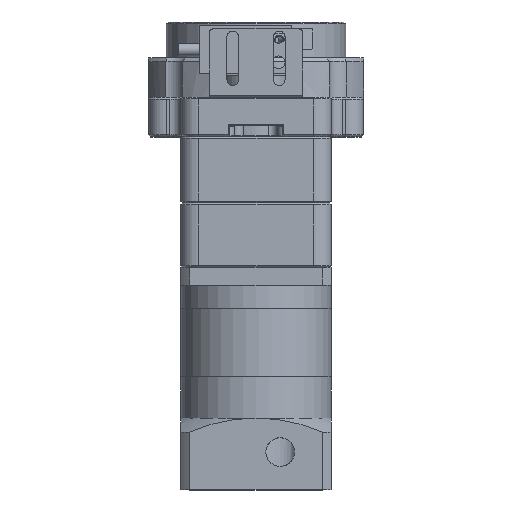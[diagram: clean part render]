
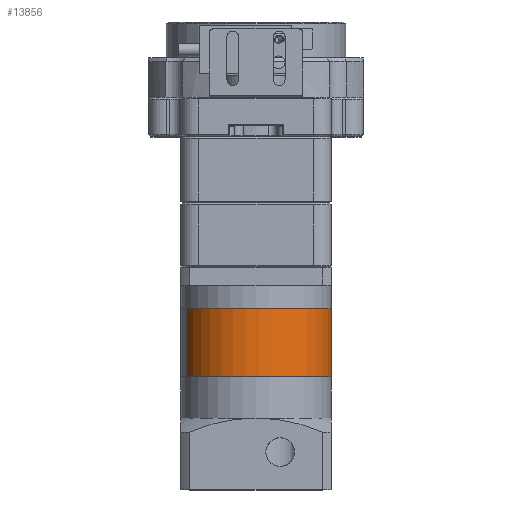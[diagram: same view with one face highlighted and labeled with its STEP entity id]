
A CAD part, top view. The second image highlights one B-rep face of the part: STEP entity #13856.
In plain terms, the highlighted cylindrical face has radius 21 mm (diameter 42 mm), a partial arc.
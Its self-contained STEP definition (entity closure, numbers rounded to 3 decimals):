
#622 = CARTESIAN_POINT ( 'NONE',  ( -19.398, -48., 40.544 ) ) ;
#851 = ORIENTED_EDGE ( 'NONE', *, *, #16208, .T. ) ;
#1141 = VECTOR ( 'NONE', #5861, 1000. ) ;
#2324 = ORIENTED_EDGE ( 'NONE', *, *, #14241, .F. ) ;
#2513 = EDGE_LOOP ( 'NONE', ( #2324, #4649, #851, #12092 ) ) ;
#3044 = CARTESIAN_POINT ( 'NONE',  ( 19.398, -67., 24.456 ) ) ;
#3304 = CARTESIAN_POINT ( 'NONE',  ( 0., -48., 32.5 ) ) ;
#4649 = ORIENTED_EDGE ( 'NONE', *, *, #16345, .F. ) ;
#4827 = DIRECTION ( 'NONE',  ( 0., -1., 0. ) ) ;
#5830 = CARTESIAN_POINT ( 'NONE',  ( 19.398, -67., 24.456 ) ) ;
#5861 = DIRECTION ( 'NONE',  ( 0., 1., 0. ) ) ;
#6030 = LINE ( 'NONE', #5830, #1141 ) ;
#6698 = AXIS2_PLACEMENT_3D ( 'NONE', #7028, #7059, #7038 ) ;
#6997 = EDGE_CURVE ( 'NONE', #13563, #17726, #8013, .T. ) ;
#7015 = CARTESIAN_POINT ( 'NONE',  ( 19.398, -48., 24.456 ) ) ;
#7028 = CARTESIAN_POINT ( 'NONE',  ( 0., -67., 32.5 ) ) ;
#7038 = DIRECTION ( 'NONE',  ( -0.924, 0., 0.383 ) ) ;
#7059 = DIRECTION ( 'NONE',  ( 0., -1., 0. ) ) ;
#7773 = CARTESIAN_POINT ( 'NONE',  ( 0., -67., 32.5 ) ) ;
#7778 = DIRECTION ( 'NONE',  ( 0., 1., 0. ) ) ;
#7925 = VERTEX_POINT ( 'NONE', #3044 ) ;
#8013 = CIRCLE ( 'NONE', #9970, 21. ) ;
#8312 = CARTESIAN_POINT ( 'NONE',  ( -19.398, -67., 40.544 ) ) ;
#8335 = DIRECTION ( 'NONE',  ( 0., 1., 0. ) ) ;
#8365 = LINE ( 'NONE', #8312, #12441 ) ;
#9808 = FACE_OUTER_BOUND ( 'NONE', #2513, .T. ) ;
#9834 = CYLINDRICAL_SURFACE ( 'NONE', #14377, 21. ) ;
#9857 = DIRECTION ( 'NONE',  ( 0.924, 0., -0.383 ) ) ;
#9970 = AXIS2_PLACEMENT_3D ( 'NONE', #3304, #4827, #12522 ) ;
#12092 = ORIENTED_EDGE ( 'NONE', *, *, #6997, .T. ) ;
#12441 = VECTOR ( 'NONE', #8335, 1000. ) ;
#12522 = DIRECTION ( 'NONE',  ( -0.924, 0., 0.383 ) ) ;
#12562 = CIRCLE ( 'NONE', #6698, 21. ) ;
#13563 = VERTEX_POINT ( 'NONE', #7015 ) ;
#13856 = ADVANCED_FACE ( 'NONE', ( #9808 ), #9834, .T. ) ;
#14241 = EDGE_CURVE ( 'NONE', #17419, #17726, #8365, .T. ) ;
#14377 = AXIS2_PLACEMENT_3D ( 'NONE', #7773, #7778, #9857 ) ;
#16208 = EDGE_CURVE ( 'NONE', #7925, #13563, #6030, .T. ) ;
#16345 = EDGE_CURVE ( 'NONE', #7925, #17419, #12562, .T. ) ;
#17419 = VERTEX_POINT ( 'NONE', #18561 ) ;
#17726 = VERTEX_POINT ( 'NONE', #622 ) ;
#18561 = CARTESIAN_POINT ( 'NONE',  ( -19.398, -67., 40.544 ) ) ;
